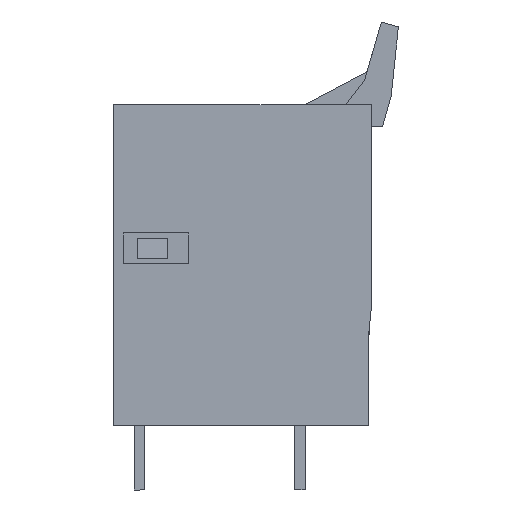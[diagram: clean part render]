
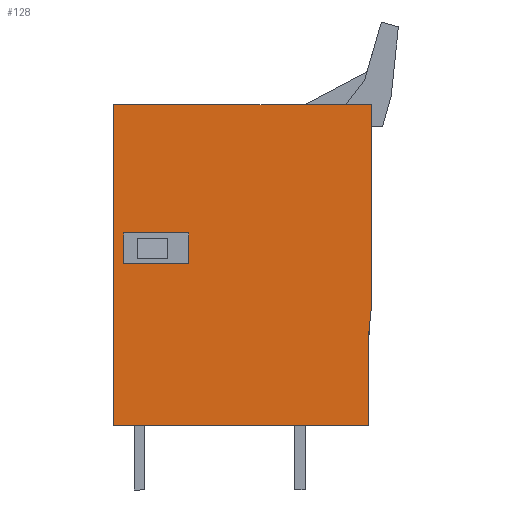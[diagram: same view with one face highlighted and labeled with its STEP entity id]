
A CAD part, left-side view. The second image highlights one B-rep face of the part: STEP entity #128.
In plain terms, the highlighted planar face has unit normal (-1, 0, 0).
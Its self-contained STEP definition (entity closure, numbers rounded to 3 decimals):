
#34=AXIS2_PLACEMENT_3D('Plane Axis2P3D',#31,#32,#33) ;
#38=AXIS2_PLACEMENT_3D('Circle Axis2P3D',#36,#37,$) ;
#82=AXIS2_PLACEMENT_3D('Circle Axis2P3D',#80,#81,$) ;
#31=CARTESIAN_POINT('Axis2P3D Location',(0.,19.85,0.2)) ;
#36=CARTESIAN_POINT('Axis2P3D Location',(0.,9.8,14.621)) ;
#40=CARTESIAN_POINT('Vertex',(0.,-0.1,13.211)) ;
#42=CARTESIAN_POINT('Vertex',(0.,-0.2,14.621)) ;
#45=CARTESIAN_POINT('Line Origine',(0.,-0.2,22.291)) ;
#49=CARTESIAN_POINT('Vertex',(0.,-0.2,29.96)) ;
#52=CARTESIAN_POINT('Line Origine',(0.,9.825,29.96)) ;
#56=CARTESIAN_POINT('Vertex',(0.,19.85,29.96)) ;
#59=CARTESIAN_POINT('Line Origine',(0.,19.85,17.48)) ;
#63=CARTESIAN_POINT('Vertex',(0.,19.85,5.)) ;
#66=CARTESIAN_POINT('Line Origine',(0.,9.925,5.)) ;
#70=CARTESIAN_POINT('Vertex',(0.,0.,5.)) ;
#73=CARTESIAN_POINT('Line Origine',(0.,0.,8.4)) ;
#77=CARTESIAN_POINT('Vertex',(0.,0.,11.8)) ;
#80=CARTESIAN_POINT('Axis2P3D Location',(0.,-10.,11.8)) ;
#94=CARTESIAN_POINT('Line Origine',(0.,16.518,17.6)) ;
#98=CARTESIAN_POINT('Vertex',(0.,19.05,17.6)) ;
#100=CARTESIAN_POINT('Vertex',(0.,13.986,17.6)) ;
#103=CARTESIAN_POINT('Line Origine',(0.,19.05,18.8)) ;
#107=CARTESIAN_POINT('Vertex',(0.,19.05,20.)) ;
#110=CARTESIAN_POINT('Line Origine',(0.,16.518,20.)) ;
#114=CARTESIAN_POINT('Vertex',(0.,13.986,20.)) ;
#117=CARTESIAN_POINT('Line Origine',(0.,13.986,18.8)) ;
#32=DIRECTION('Axis2P3D Direction',(-1.,0.,0.)) ;
#33=DIRECTION('Axis2P3D XDirection',(0.,-1.,0.)) ;
#37=DIRECTION('Axis2P3D Direction',(-1.,0.,0.)) ;
#46=DIRECTION('Vector Direction',(0.,0.,1.)) ;
#53=DIRECTION('Vector Direction',(0.,-1.,0.)) ;
#60=DIRECTION('Vector Direction',(0.,0.,-1.)) ;
#67=DIRECTION('Vector Direction',(0.,1.,0.)) ;
#74=DIRECTION('Vector Direction',(0.,0.,-1.)) ;
#81=DIRECTION('Axis2P3D Direction',(-1.,0.,0.)) ;
#95=DIRECTION('Vector Direction',(0.,-1.,0.)) ;
#104=DIRECTION('Vector Direction',(0.,0.,-1.)) ;
#111=DIRECTION('Vector Direction',(0.,1.,0.)) ;
#118=DIRECTION('Vector Direction',(0.,0.,-1.)) ;
#47=VECTOR('Line Direction',#46,1.) ;
#54=VECTOR('Line Direction',#53,1.) ;
#61=VECTOR('Line Direction',#60,1.) ;
#68=VECTOR('Line Direction',#67,1.) ;
#75=VECTOR('Line Direction',#74,1.) ;
#96=VECTOR('Line Direction',#95,1.) ;
#105=VECTOR('Line Direction',#104,1.) ;
#112=VECTOR('Line Direction',#111,1.) ;
#119=VECTOR('Line Direction',#118,1.) ;
#86=ORIENTED_EDGE('',*,*,#44,.T.) ;
#87=ORIENTED_EDGE('',*,*,#51,.T.) ;
#88=ORIENTED_EDGE('',*,*,#58,.T.) ;
#89=ORIENTED_EDGE('',*,*,#65,.T.) ;
#90=ORIENTED_EDGE('',*,*,#72,.T.) ;
#91=ORIENTED_EDGE('',*,*,#79,.T.) ;
#92=ORIENTED_EDGE('',*,*,#84,.T.) ;
#123=ORIENTED_EDGE('',*,*,#102,.F.) ;
#124=ORIENTED_EDGE('',*,*,#109,.F.) ;
#125=ORIENTED_EDGE('',*,*,#116,.F.) ;
#126=ORIENTED_EDGE('',*,*,#121,.F.) ;
#127=FACE_BOUND('',#122,.T.) ;
#128=ADVANCED_FACE('HOUSING',(#93,#127),#35,.T.) ;
#39=CIRCLE('generated circle',#38,10.) ;
#83=CIRCLE('generated circle',#82,10.) ;
#44=EDGE_CURVE('',#41,#43,#39,.T.) ;
#51=EDGE_CURVE('',#43,#50,#48,.T.) ;
#58=EDGE_CURVE('',#50,#57,#55,.F.) ;
#65=EDGE_CURVE('',#57,#64,#62,.T.) ;
#72=EDGE_CURVE('',#64,#71,#69,.F.) ;
#79=EDGE_CURVE('',#71,#78,#76,.F.) ;
#84=EDGE_CURVE('',#78,#41,#83,.F.) ;
#102=EDGE_CURVE('',#99,#101,#97,.T.) ;
#109=EDGE_CURVE('',#108,#99,#106,.T.) ;
#116=EDGE_CURVE('',#115,#108,#113,.T.) ;
#121=EDGE_CURVE('',#101,#115,#120,.F.) ;
#85=EDGE_LOOP('',(#86,#87,#88,#89,#90,#91,#92)) ;
#122=EDGE_LOOP('',(#123,#124,#125,#126)) ;
#93=FACE_OUTER_BOUND('',#85,.T.) ;
#48=LINE('Line',#45,#47) ;
#55=LINE('Line',#52,#54) ;
#62=LINE('Line',#59,#61) ;
#69=LINE('Line',#66,#68) ;
#76=LINE('Line',#73,#75) ;
#97=LINE('Line',#94,#96) ;
#106=LINE('Line',#103,#105) ;
#113=LINE('Line',#110,#112) ;
#120=LINE('Line',#117,#119) ;
#35=PLANE('',#34) ;
#41=VERTEX_POINT('',#40) ;
#43=VERTEX_POINT('',#42) ;
#50=VERTEX_POINT('',#49) ;
#57=VERTEX_POINT('',#56) ;
#64=VERTEX_POINT('',#63) ;
#71=VERTEX_POINT('',#70) ;
#78=VERTEX_POINT('',#77) ;
#99=VERTEX_POINT('',#98) ;
#101=VERTEX_POINT('',#100) ;
#108=VERTEX_POINT('',#107) ;
#115=VERTEX_POINT('',#114) ;
